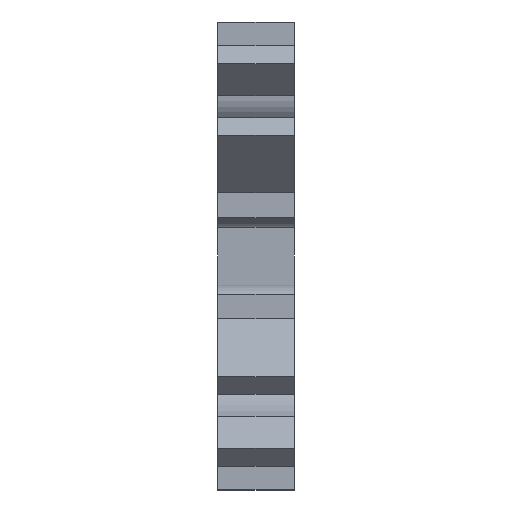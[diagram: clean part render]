
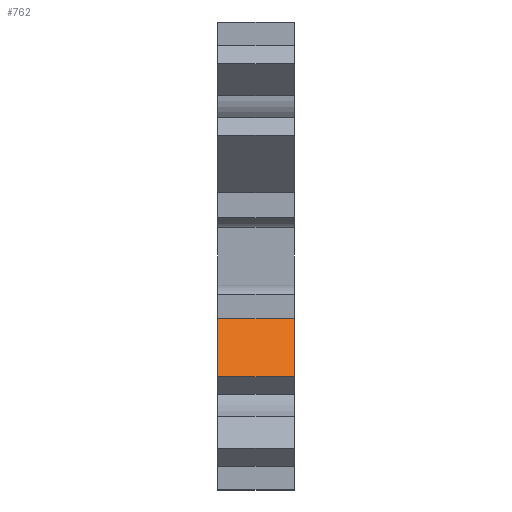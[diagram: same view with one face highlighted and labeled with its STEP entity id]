
A CAD part, left-side view. The second image highlights one B-rep face of the part: STEP entity #762.
In plain terms, the highlighted planar face has unit normal (-0.707, 0, 0.707).
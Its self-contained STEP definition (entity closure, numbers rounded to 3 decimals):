
#119 = LINE ( 'NONE', #2550, #2928 ) ;
#201 = EDGE_LOOP ( 'NONE', ( #2895, #868, #1464, #1873 ) ) ;
#405 = CARTESIAN_POINT ( 'NONE',  ( -16.5, 3., -9.5 ) ) ;
#428 = LINE ( 'NONE', #1404, #770 ) ;
#450 = EDGE_CURVE ( 'NONE', #747, #2594, #2619, .T. ) ;
#610 = CARTESIAN_POINT ( 'NONE',  ( -11.95, 3., -4.95 ) ) ;
#614 = CARTESIAN_POINT ( 'NONE',  ( -3.5, 3., 3.5 ) ) ;
#677 = LINE ( 'NONE', #405, #2158 ) ;
#718 = CARTESIAN_POINT ( 'NONE',  ( -3.5, -3., 3.5 ) ) ;
#747 = VERTEX_POINT ( 'NONE', #2890 ) ;
#762 = ADVANCED_FACE ( 'NONE', ( #3144 ), #2018, .T. ) ;
#770 = VECTOR ( 'NONE', #2794, 1000. ) ;
#868 = ORIENTED_EDGE ( 'NONE', *, *, #1915, .F. ) ;
#886 = CARTESIAN_POINT ( 'NONE',  ( -16.5, 3., -9.5 ) ) ;
#909 = DIRECTION ( 'NONE',  ( 0.707, 0., 0.707 ) ) ;
#1015 = VERTEX_POINT ( 'NONE', #610 ) ;
#1115 = EDGE_CURVE ( 'NONE', #1147, #2594, #677, .T. ) ;
#1147 = VERTEX_POINT ( 'NONE', #886 ) ;
#1149 = DIRECTION ( 'NONE',  ( -0.707, 0., -0.707 ) ) ;
#1404 = CARTESIAN_POINT ( 'NONE',  ( -11.95, 3., -4.95 ) ) ;
#1464 = ORIENTED_EDGE ( 'NONE', *, *, #2402, .T. ) ;
#1636 = DIRECTION ( 'NONE',  ( 0., -1., 0. ) ) ;
#1740 = AXIS2_PLACEMENT_3D ( 'NONE', #614, #2613, #909 ) ;
#1873 = ORIENTED_EDGE ( 'NONE', *, *, #1115, .T. ) ;
#1915 = EDGE_CURVE ( 'NONE', #1015, #747, #428, .T. ) ;
#2018 = PLANE ( 'NONE',  #1740 ) ;
#2158 = VECTOR ( 'NONE', #1636, 1000. ) ;
#2402 = EDGE_CURVE ( 'NONE', #1015, #1147, #119, .T. ) ;
#2474 = CARTESIAN_POINT ( 'NONE',  ( -16.5, -3., -9.5 ) ) ;
#2495 = VECTOR ( 'NONE', #3146, 1000. ) ;
#2550 = CARTESIAN_POINT ( 'NONE',  ( -3.5, 3., 3.5 ) ) ;
#2594 = VERTEX_POINT ( 'NONE', #2474 ) ;
#2613 = DIRECTION ( 'NONE',  ( -0.707, 0., 0.707 ) ) ;
#2619 = LINE ( 'NONE', #718, #2495 ) ;
#2794 = DIRECTION ( 'NONE',  ( 0., -1., 0. ) ) ;
#2890 = CARTESIAN_POINT ( 'NONE',  ( -11.95, -3., -4.95 ) ) ;
#2895 = ORIENTED_EDGE ( 'NONE', *, *, #450, .F. ) ;
#2928 = VECTOR ( 'NONE', #1149, 1000. ) ;
#3144 = FACE_OUTER_BOUND ( 'NONE', #201, .T. ) ;
#3146 = DIRECTION ( 'NONE',  ( -0.707, 0., -0.707 ) ) ;
